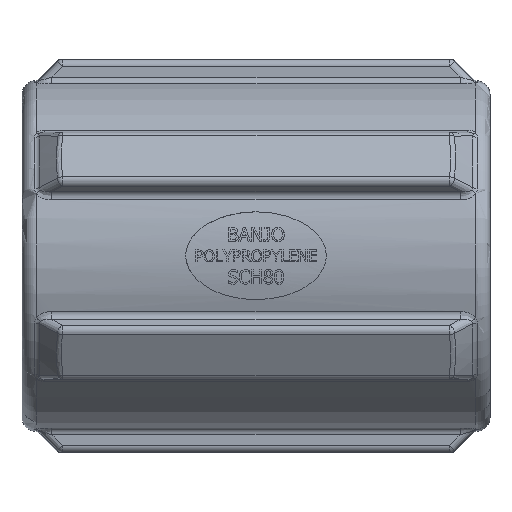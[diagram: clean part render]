
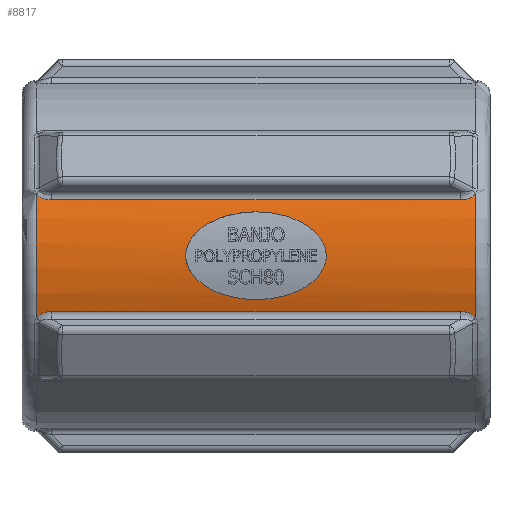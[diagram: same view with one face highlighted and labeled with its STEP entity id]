
A CAD part, top view. The second image highlights one B-rep face of the part: STEP entity #8817.
In plain terms, the highlighted cylindrical face has radius 19.05 mm (diameter 38.1 mm), a partial arc.
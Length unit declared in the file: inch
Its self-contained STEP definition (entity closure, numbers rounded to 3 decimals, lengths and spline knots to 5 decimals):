
#283=FACE_BOUND($,#1723,.T.);
#284=FACE_BOUND($,#1724,.T.);
#424=B_SPLINE_CURVE_WITH_KNOTS($,3,(#12906,#12907,#12908,#12909,#12910),
 .UNSPECIFIED.,.F.,.F.,(4,1,4),(-0.19539,-0.11165,0.),
 .UNSPECIFIED.);
#427=B_SPLINE_CURVE_WITH_KNOTS($,3,(#12948,#12949,#12950,#12951,#12952),
 .UNSPECIFIED.,.F.,.F.,(4,1,4),(-0.26193,-0.17819,-0.06654),
 .UNSPECIFIED.);
#440=B_SPLINE_CURVE_WITH_KNOTS($,3,(#13182,#13183,#13184,#13185,#13186,
#13187,#13188,#13189,#13190,#13191,#13192,#13193),.UNSPECIFIED.,.F.,.F.,
(4,2,2,2,2,4),(0.,0.29633,0.59266,0.77064,0.85963,
0.94863),.UNSPECIFIED.);
#441=B_SPLINE_CURVE_WITH_KNOTS($,3,(#13194,#13195,#13196,#13197,#13198,
#13199,#13200,#13201,#13202,#13203,#13204,#13205,#13206,#13207,#13208,#13209,
#13210,#13211,#13212,#13213,#13214,#13215,#13216,#13217,#13218,#13219,#13220,
#13221,#13222,#13223,#13224,#13225),.UNSPECIFIED.,.F.,.F.,(4,2,2,2,2,2,
2,2,2,2,2,2,2,2,2,4),(0.94863,1.03762,1.12661,
1.3046,1.60092,1.89725,2.19358,2.48991,
2.66789,2.75688,2.84588,2.93487,3.02386,
3.20185,3.49817,3.7945),.UNSPECIFIED.);
#442=B_SPLINE_CURVE_WITH_KNOTS($,3,(#13227,#13228,#13229,#13230,#13231),
 .UNSPECIFIED.,.F.,.F.,(4,1,4),(-0.2621,-0.17819,-0.06631),
 .UNSPECIFIED.);
#443=B_SPLINE_CURVE_WITH_KNOTS($,3,(#13234,#13235,#13236,#13237,#13238),
 .UNSPECIFIED.,.F.,.F.,(4,1,4),(-0.19539,-0.11165,0.),
 .UNSPECIFIED.);
#1723=EDGE_LOOP($,(#6241,#6242));
#1724=EDGE_LOOP($,(#6243,#6244,#6245,#6246,#6247,#6248,#6249,#6250));
#2272=LINE($,#12878,#2800);
#2275=LINE($,#13233,#2803);
#2800=VECTOR($,#10220,1.7445);
#2803=VECTOR($,#10263,1.7445);
#3330=CIRCLE($,#9330,0.75);
#3344=CIRCLE($,#9345,0.75);
#3659=VERTEX_POINT($,#12142);
#3660=VERTEX_POINT($,#12147);
#3684=VERTEX_POINT($,#12230);
#3685=VERTEX_POINT($,#12235);
#3737=VERTEX_POINT($,#12871);
#3740=VERTEX_POINT($,#12876);
#3756=VERTEX_POINT($,#13180);
#3757=VERTEX_POINT($,#13181);
#3758=VERTEX_POINT($,#13226);
#3759=VERTEX_POINT($,#13232);
#4552=EDGE_CURVE($,#3659,#3660,#3330,.T.);
#4578=EDGE_CURVE($,#3684,#3685,#3344,.T.);
#4678=EDGE_CURVE($,#3740,#3737,#2272,.T.);
#4680=EDGE_CURVE($,#3685,#3740,#424,.T.);
#4684=EDGE_CURVE($,#3737,#3659,#427,.T.);
#4711=EDGE_CURVE($,#3756,#3757,#440,.T.);
#4712=EDGE_CURVE($,#3757,#3756,#441,.T.);
#4713=EDGE_CURVE($,#3758,#3684,#442,.T.);
#4714=EDGE_CURVE($,#3759,#3758,#2275,.T.);
#4715=EDGE_CURVE($,#3660,#3759,#443,.T.);
#6241=ORIENTED_EDGE($,*,*,#4711,.T.);
#6242=ORIENTED_EDGE($,*,*,#4712,.T.);
#6243=ORIENTED_EDGE($,*,*,#4684,.F.);
#6244=ORIENTED_EDGE($,*,*,#4678,.F.);
#6245=ORIENTED_EDGE($,*,*,#4680,.F.);
#6246=ORIENTED_EDGE($,*,*,#4578,.F.);
#6247=ORIENTED_EDGE($,*,*,#4713,.F.);
#6248=ORIENTED_EDGE($,*,*,#4714,.F.);
#6249=ORIENTED_EDGE($,*,*,#4715,.F.);
#6250=ORIENTED_EDGE($,*,*,#4552,.F.);
#8687=CYLINDRICAL_SURFACE($,#9436,0.75);
#8817=ADVANCED_FACE($,(#283,#284),#8687,.T.);
#9330=AXIS2_PLACEMENT_3D($,#12148,#10031,#10032);
#9345=AXIS2_PLACEMENT_3D($,#12236,#10061,#10062);
#9436=AXIS2_PLACEMENT_3D($,#13179,#10261,#10262);
#10031=DIRECTION('center_axis',(1.,0.,0.));
#10032=DIRECTION('ref_axis',(0.,-1.,0.));
#10061=DIRECTION('center_axis',(-1.,0.,0.));
#10062=DIRECTION('ref_axis',(0.,-1.,0.));
#10220=DIRECTION($,(1.,0.,0.));
#10261=DIRECTION('center_axis',(1.,0.,0.));
#10262=DIRECTION('ref_axis',(0.,1.,0.));
#10263=DIRECTION($,(-1.,0.,0.));
#12142=CARTESIAN_POINT('',(0.94,0.26605,0.70123));
#12147=CARTESIAN_POINT('',(0.94,-0.26605,0.70123));
#12148=CARTESIAN_POINT('Origin',(0.94,0.,0.));
#12230=CARTESIAN_POINT('',(-0.94,-0.26605,0.70123));
#12235=CARTESIAN_POINT('',(-0.94,0.26605,0.70123));
#12236=CARTESIAN_POINT('Origin',(-0.94,0.,0.));
#12871=CARTESIAN_POINT('',(0.87225,0.23845,0.71108));
#12876=CARTESIAN_POINT('',(-0.87225,0.23845,0.71108));
#12878=CARTESIAN_POINT($,(0.,0.23845,0.71108));
#12906=CARTESIAN_POINT('Ctrl Pts',(-0.94,0.26605,
0.70123));
#12907=CARTESIAN_POINT('Ctrl Pts',(-0.93401,0.2577,
0.7044));
#12908=CARTESIAN_POINT('Ctrl Pts',(-0.91298,0.24274,
0.70969));
#12909=CARTESIAN_POINT('Ctrl Pts',(-0.8869,0.23845,
0.71108));
#12910=CARTESIAN_POINT('Ctrl Pts',(-0.87225,0.23845,
0.71108));
#12948=CARTESIAN_POINT('Ctrl Pts',(0.87225,0.23845,
0.71108));
#12949=CARTESIAN_POINT('Ctrl Pts',(0.88324,0.23845,
0.71108));
#12950=CARTESIAN_POINT('Ctrl Pts',(0.90896,0.2416,
0.71004));
#12951=CARTESIAN_POINT('Ctrl Pts',(0.93202,0.25491,
0.70545));
#12952=CARTESIAN_POINT('Ctrl Pts',(0.94,0.26605,
0.70123));
#13179=CARTESIAN_POINT('Origin',(0.,0.,0.));
#13180=CARTESIAN_POINT('',(0.,0.1875,0.72618));
#13181=CARTESIAN_POINT('',(0.3,0.,0.75));
#13182=CARTESIAN_POINT('Ctrl Pts',(0.,0.1875,0.72618));
#13183=CARTESIAN_POINT('Ctrl Pts',(0.03889,0.1875,0.72618));
#13184=CARTESIAN_POINT('Ctrl Pts',(0.08112,0.18259,
0.72752));
#13185=CARTESIAN_POINT('Ctrl Pts',(0.16138,0.16042,0.73273));
#13186=CARTESIAN_POINT('Ctrl Pts',(0.19945,0.14329,
0.73656));
#13187=CARTESIAN_POINT('Ctrl Pts',(0.24902,0.10613,0.74259));
#13188=CARTESIAN_POINT('Ctrl Pts',(0.26709,0.08821,
0.74508));
#13189=CARTESIAN_POINT('Ctrl Pts',(0.28625,0.0572,
0.74789));
#13190=CARTESIAN_POINT('Ctrl Pts',(0.29135,0.04618,
0.74866));
#13191=CARTESIAN_POINT('Ctrl Pts',(0.29823,0.02342,
0.74972));
#13192=CARTESIAN_POINT('Ctrl Pts',(0.3,0.01168,0.75));
#13193=CARTESIAN_POINT('Ctrl Pts',(0.3,0.,0.75));
#13194=CARTESIAN_POINT('Ctrl Pts',(0.3,0.,0.75));
#13195=CARTESIAN_POINT('Ctrl Pts',(0.3,-0.01168,0.75));
#13196=CARTESIAN_POINT('Ctrl Pts',(0.29823,-0.02342,
0.74972));
#13197=CARTESIAN_POINT('Ctrl Pts',(0.29135,-0.04618,
0.74866));
#13198=CARTESIAN_POINT('Ctrl Pts',(0.28625,-0.0572,
0.74789));
#13199=CARTESIAN_POINT('Ctrl Pts',(0.26709,-0.08821,
0.74508));
#13200=CARTESIAN_POINT('Ctrl Pts',(0.24902,-0.10613,
0.74259));
#13201=CARTESIAN_POINT('Ctrl Pts',(0.19945,-0.14329,
0.73656));
#13202=CARTESIAN_POINT('Ctrl Pts',(0.16138,-0.16042,0.73273));
#13203=CARTESIAN_POINT('Ctrl Pts',(0.08112,-0.18259,
0.72752));
#13204=CARTESIAN_POINT('Ctrl Pts',(0.03889,-0.1875,0.72618));
#13205=CARTESIAN_POINT('Ctrl Pts',(-0.03889,-0.1875,0.72618));
#13206=CARTESIAN_POINT('Ctrl Pts',(-0.08112,-0.18259,
0.72752));
#13207=CARTESIAN_POINT('Ctrl Pts',(-0.16138,-0.16042,0.73273));
#13208=CARTESIAN_POINT('Ctrl Pts',(-0.19945,-0.14329,
0.73656));
#13209=CARTESIAN_POINT('Ctrl Pts',(-0.24902,-0.10613,
0.74259));
#13210=CARTESIAN_POINT('Ctrl Pts',(-0.26709,-0.08821,
0.74508));
#13211=CARTESIAN_POINT('Ctrl Pts',(-0.28625,-0.0572,
0.74789));
#13212=CARTESIAN_POINT('Ctrl Pts',(-0.29135,-0.04618,
0.74866));
#13213=CARTESIAN_POINT('Ctrl Pts',(-0.29823,-0.02342,
0.74972));
#13214=CARTESIAN_POINT('Ctrl Pts',(-0.3,-0.01168,0.75));
#13215=CARTESIAN_POINT('Ctrl Pts',(-0.3,0.01168,0.75));
#13216=CARTESIAN_POINT('Ctrl Pts',(-0.29823,0.02342,
0.74972));
#13217=CARTESIAN_POINT('Ctrl Pts',(-0.29135,0.04618,
0.74866));
#13218=CARTESIAN_POINT('Ctrl Pts',(-0.28625,0.0572,
0.74789));
#13219=CARTESIAN_POINT('Ctrl Pts',(-0.26709,0.08821,
0.74508));
#13220=CARTESIAN_POINT('Ctrl Pts',(-0.24902,0.10613,
0.74259));
#13221=CARTESIAN_POINT('Ctrl Pts',(-0.19945,0.14329,
0.73656));
#13222=CARTESIAN_POINT('Ctrl Pts',(-0.16138,0.16042,0.73273));
#13223=CARTESIAN_POINT('Ctrl Pts',(-0.08112,0.18259,
0.72752));
#13224=CARTESIAN_POINT('Ctrl Pts',(-0.03889,0.1875,0.72618));
#13225=CARTESIAN_POINT('Ctrl Pts',(0.,0.1875,0.72618));
#13226=CARTESIAN_POINT('',(-0.87225,-0.23845,0.71108));
#13227=CARTESIAN_POINT('Ctrl Pts',(-0.87225,-0.23845,
0.71108));
#13228=CARTESIAN_POINT('Ctrl Pts',(-0.88326,-0.23845,
0.71108));
#13229=CARTESIAN_POINT('Ctrl Pts',(-0.90901,-0.24164,
0.71002));
#13230=CARTESIAN_POINT('Ctrl Pts',(-0.93198,-0.25486,
0.70547));
#13231=CARTESIAN_POINT('Ctrl Pts',(-0.94,-0.26605,
0.70123));
#13232=CARTESIAN_POINT('',(0.87225,-0.23845,0.71108));
#13233=CARTESIAN_POINT($,(0.,-0.23845,0.71108));
#13234=CARTESIAN_POINT('Ctrl Pts',(0.94,-0.26605,
0.70123));
#13235=CARTESIAN_POINT('Ctrl Pts',(0.93401,-0.2577,
0.7044));
#13236=CARTESIAN_POINT('Ctrl Pts',(0.91298,-0.24274,
0.70969));
#13237=CARTESIAN_POINT('Ctrl Pts',(0.8869,-0.23845,
0.71108));
#13238=CARTESIAN_POINT('Ctrl Pts',(0.87225,-0.23845,
0.71108));
